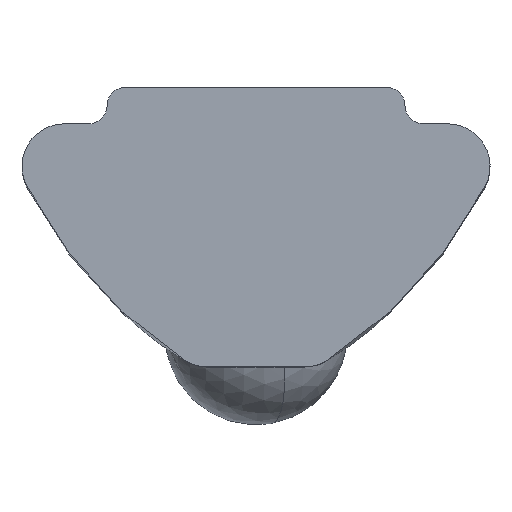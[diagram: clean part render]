
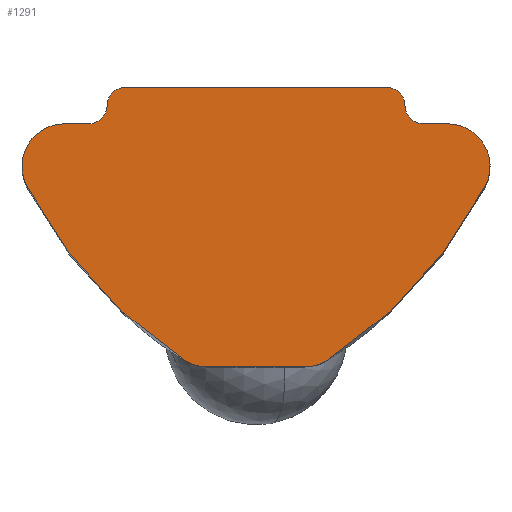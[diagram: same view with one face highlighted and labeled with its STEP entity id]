
A CAD part, top view. The second image highlights one B-rep face of the part: STEP entity #1291.
In plain terms, the highlighted planar face has unit normal (0, 0, 1).
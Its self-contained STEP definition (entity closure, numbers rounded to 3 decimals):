
#5 = CIRCLE ( 'NONE', #79, 0.3 ) ;
#24 = EDGE_CURVE ( 'NONE', #378, #1290, #414, .T. ) ;
#32 = DIRECTION ( 'NONE',  ( -1., 0., 0. ) ) ;
#52 = EDGE_CURVE ( 'NONE', #1142, #565, #604, .T. ) ;
#68 = CARTESIAN_POINT ( 'NONE',  ( 3.15, 0., 12. ) ) ;
#79 = AXIS2_PLACEMENT_3D ( 'NONE', #362, #1272, #493 ) ;
#97 = ORIENTED_EDGE ( 'NONE', *, *, #1485, .F. ) ;
#100 = CARTESIAN_POINT ( 'NONE',  ( 2.15, 0., 12. ) ) ;
#116 = DIRECTION ( 'NONE',  ( -1., 0., 0. ) ) ;
#132 = AXIS2_PLACEMENT_3D ( 'NONE', #896, #159, #1031 ) ;
#146 = CARTESIAN_POINT ( 'NONE',  ( -3.773, -1.62, 12. ) ) ;
#159 = DIRECTION ( 'NONE',  ( 0., 0., -1. ) ) ;
#204 = ORIENTED_EDGE ( 'NONE', *, *, #1562, .T. ) ;
#210 = DIRECTION ( 'NONE',  ( -1., 0., 0. ) ) ;
#212 = DIRECTION ( 'NONE',  ( 0., 0., -1. ) ) ;
#216 = EDGE_CURVE ( 'NONE', #1053, #1038, #465, .T. ) ;
#253 = EDGE_LOOP ( 'NONE', ( #1145, #780, #1512, #1050, #329, #718, #611, #853, #204, #97, #496, #1288, #1344, #920, #265 ) ) ;
#265 = ORIENTED_EDGE ( 'NONE', *, *, #1074, .F. ) ;
#290 = CIRCLE ( 'NONE', #1063, 7.5 ) ;
#304 = EDGE_CURVE ( 'NONE', #326, #1353, #549, .T. ) ;
#307 = AXIS2_PLACEMENT_3D ( 'NONE', #444, #1569, #791 ) ;
#325 = CARTESIAN_POINT ( 'NONE',  ( 2.899, 1.807, 12. ) ) ;
#326 = VERTEX_POINT ( 'NONE', #670 ) ;
#329 = ORIENTED_EDGE ( 'NONE', *, *, #216, .F. ) ;
#342 = EDGE_CURVE ( 'NONE', #540, #378, #290, .T. ) ;
#362 = CARTESIAN_POINT ( 'NONE',  ( 2.75, -0.3, 12. ) ) ;
#368 = VERTEX_POINT ( 'NONE', #750 ) ;
#378 = VERTEX_POINT ( 'NONE', #146 ) ;
#383 = VECTOR ( 'NONE', #116, 1000. ) ;
#398 = DIRECTION ( 'NONE',  ( 1., 0., 0. ) ) ;
#400 = AXIS2_PLACEMENT_3D ( 'NONE', #814, #1597, #522 ) ;
#407 = CARTESIAN_POINT ( 'NONE',  ( 3.15, -0.6, 12. ) ) ;
#414 = CIRCLE ( 'NONE', #1361, 0.7 ) ;
#417 = AXIS2_PLACEMENT_3D ( 'NONE', #949, #212, #1083 ) ;
#427 = CARTESIAN_POINT ( 'NONE',  ( -3.15, -0.6, 12. ) ) ;
#444 = CARTESIAN_POINT ( 'NONE',  ( 3.15, -1.3, 12. ) ) ;
#465 = CIRCLE ( 'NONE', #1182, 0.3 ) ;
#493 = DIRECTION ( 'NONE',  ( 1., 0., 0. ) ) ;
#496 = ORIENTED_EDGE ( 'NONE', *, *, #24, .F. ) ;
#510 = LINE ( 'NONE', #946, #1152 ) ;
#522 = DIRECTION ( 'NONE',  ( -1., 0., 0. ) ) ;
#540 = VERTEX_POINT ( 'NONE', #1603 ) ;
#549 = CIRCLE ( 'NONE', #1093, 0.3 ) ;
#565 = VERTEX_POINT ( 'NONE', #1540 ) ;
#604 = CIRCLE ( 'NONE', #1394, 7.5 ) ;
#611 = ORIENTED_EDGE ( 'NONE', *, *, #1623, .F. ) ;
#623 = DIRECTION ( 'NONE',  ( 1., 0., 0. ) ) ;
#629 = VECTOR ( 'NONE', #32, 1000. ) ;
#647 = CARTESIAN_POINT ( 'NONE',  ( 2.45, -0.6, 12. ) ) ;
#649 = CIRCLE ( 'NONE', #307, 0.7 ) ;
#670 = CARTESIAN_POINT ( 'NONE',  ( -2.45, -0.3, 12. ) ) ;
#675 = DIRECTION ( 'NONE',  ( 0., 0., -1. ) ) ;
#681 = VERTEX_POINT ( 'NONE', #1440 ) ;
#694 = DIRECTION ( 'NONE',  ( -1., 0., 0. ) ) ;
#704 = CARTESIAN_POINT ( 'NONE',  ( 2.15, -0.3, 12. ) ) ;
#718 = ORIENTED_EDGE ( 'NONE', *, *, #1128, .F. ) ;
#750 = CARTESIAN_POINT ( 'NONE',  ( 2.75, -0.6, 12. ) ) ;
#754 = DIRECTION ( 'NONE',  ( 0., 0., -1. ) ) ;
#769 = EDGE_CURVE ( 'NONE', #681, #540, #878, .T. ) ;
#780 = ORIENTED_EDGE ( 'NONE', *, *, #1120, .F. ) ;
#791 = DIRECTION ( 'NONE',  ( -1., 0., 0. ) ) ;
#814 = CARTESIAN_POINT ( 'NONE',  ( 0.799, -3.9, 12. ) ) ;
#833 = CIRCLE ( 'NONE', #400, 0.7 ) ;
#838 = DIRECTION ( 'NONE',  ( -1., 0., 0. ) ) ;
#846 = CARTESIAN_POINT ( 'NONE',  ( -2.45, -0.6, 12. ) ) ;
#853 = ORIENTED_EDGE ( 'NONE', *, *, #304, .T. ) ;
#860 = VERTEX_POINT ( 'NONE', #1001 ) ;
#878 = CIRCLE ( 'NONE', #921, 0.7 ) ;
#896 = CARTESIAN_POINT ( 'NONE',  ( -2.15, -0.3, 12. ) ) ;
#920 = ORIENTED_EDGE ( 'NONE', *, *, #1413, .F. ) ;
#921 = AXIS2_PLACEMENT_3D ( 'NONE', #1330, #1446, #1321 ) ;
#937 = CARTESIAN_POINT ( 'NONE',  ( 3.15, -1.3, 12. ) ) ;
#946 = CARTESIAN_POINT ( 'NONE',  ( 3.15, -4.6, 12. ) ) ;
#949 = CARTESIAN_POINT ( 'NONE',  ( -3.15, -1.3, 12. ) ) ;
#957 = LINE ( 'NONE', #647, #629 ) ;
#996 = VERTEX_POINT ( 'NONE', #407 ) ;
#1001 = CARTESIAN_POINT ( 'NONE',  ( 0.799, -4.6, 12. ) ) ;
#1031 = DIRECTION ( 'NONE',  ( -1., 0., 0. ) ) ;
#1038 = VERTEX_POINT ( 'NONE', #1442 ) ;
#1048 = CIRCLE ( 'NONE', #417, 0.7 ) ;
#1050 = ORIENTED_EDGE ( 'NONE', *, *, #1581, .T. ) ;
#1053 = VERTEX_POINT ( 'NONE', #100 ) ;
#1055 = CARTESIAN_POINT ( 'NONE',  ( -2.75, -0.3, 12. ) ) ;
#1056 = CIRCLE ( 'NONE', #132, 0.3 ) ;
#1061 = DIRECTION ( 'NONE',  ( -1., 0., 0. ) ) ;
#1063 = AXIS2_PLACEMENT_3D ( 'NONE', #325, #1143, #1061 ) ;
#1066 = DIRECTION ( 'NONE',  ( 0., 0., -1. ) ) ;
#1068 = CARTESIAN_POINT ( 'NONE',  ( 3.773, -1.62, 12. ) ) ;
#1069 = LINE ( 'NONE', #846, #383 ) ;
#1074 = EDGE_CURVE ( 'NONE', #565, #860, #833, .T. ) ;
#1083 = DIRECTION ( 'NONE',  ( -1., 0., 0. ) ) ;
#1093 = AXIS2_PLACEMENT_3D ( 'NONE', #1055, #754, #623 ) ;
#1120 = EDGE_CURVE ( 'NONE', #996, #1142, #649, .T. ) ;
#1122 = DIRECTION ( 'NONE',  ( 0., 0., -1. ) ) ;
#1128 = EDGE_CURVE ( 'NONE', #1352, #1053, #1322, .T. ) ;
#1142 = VERTEX_POINT ( 'NONE', #1068 ) ;
#1143 = DIRECTION ( 'NONE',  ( 0., 0., -1. ) ) ;
#1145 = ORIENTED_EDGE ( 'NONE', *, *, #52, .F. ) ;
#1152 = VECTOR ( 'NONE', #1600, 1000. ) ;
#1182 = AXIS2_PLACEMENT_3D ( 'NONE', #704, #675, #694 ) ;
#1194 = EDGE_CURVE ( 'NONE', #996, #368, #957, .T. ) ;
#1205 = CARTESIAN_POINT ( 'NONE',  ( -3.15, -1.3, 12. ) ) ;
#1229 = CARTESIAN_POINT ( 'NONE',  ( -2.75, -0.6, 12. ) ) ;
#1237 = CARTESIAN_POINT ( 'NONE',  ( -2.15, 0., 12. ) ) ;
#1272 = DIRECTION ( 'NONE',  ( 0., 0., -1. ) ) ;
#1282 = VERTEX_POINT ( 'NONE', #427 ) ;
#1287 = VECTOR ( 'NONE', #398, 1000. ) ;
#1288 = ORIENTED_EDGE ( 'NONE', *, *, #342, .F. ) ;
#1290 = VERTEX_POINT ( 'NONE', #1332 ) ;
#1291 = ADVANCED_FACE ( 'NONE', ( #1398 ), #1338, .F. ) ;
#1321 = DIRECTION ( 'NONE',  ( -1., 0., 0. ) ) ;
#1322 = LINE ( 'NONE', #68, #1287 ) ;
#1330 = CARTESIAN_POINT ( 'NONE',  ( -0.799, -3.9, 12. ) ) ;
#1332 = CARTESIAN_POINT ( 'NONE',  ( -3.85, -1.3, 12. ) ) ;
#1338 = PLANE ( 'NONE',  #1627 ) ;
#1344 = ORIENTED_EDGE ( 'NONE', *, *, #769, .F. ) ;
#1352 = VERTEX_POINT ( 'NONE', #1237 ) ;
#1353 = VERTEX_POINT ( 'NONE', #1229 ) ;
#1361 = AXIS2_PLACEMENT_3D ( 'NONE', #1205, #1122, #210 ) ;
#1394 = AXIS2_PLACEMENT_3D ( 'NONE', #1596, #1579, #1532 ) ;
#1398 = FACE_OUTER_BOUND ( 'NONE', #253, .T. ) ;
#1413 = EDGE_CURVE ( 'NONE', #860, #681, #510, .T. ) ;
#1440 = CARTESIAN_POINT ( 'NONE',  ( -0.799, -4.6, 12. ) ) ;
#1442 = CARTESIAN_POINT ( 'NONE',  ( 2.45, -0.3, 12. ) ) ;
#1446 = DIRECTION ( 'NONE',  ( 0., 0., -1. ) ) ;
#1485 = EDGE_CURVE ( 'NONE', #1290, #1282, #1048, .T. ) ;
#1512 = ORIENTED_EDGE ( 'NONE', *, *, #1194, .T. ) ;
#1532 = DIRECTION ( 'NONE',  ( -1., 0., 0. ) ) ;
#1540 = CARTESIAN_POINT ( 'NONE',  ( 1.179, -4.487, 12. ) ) ;
#1562 = EDGE_CURVE ( 'NONE', #1353, #1282, #1069, .T. ) ;
#1569 = DIRECTION ( 'NONE',  ( 0., 0., -1. ) ) ;
#1579 = DIRECTION ( 'NONE',  ( 0., 0., -1. ) ) ;
#1581 = EDGE_CURVE ( 'NONE', #368, #1038, #5, .T. ) ;
#1596 = CARTESIAN_POINT ( 'NONE',  ( -2.899, 1.807, 12. ) ) ;
#1597 = DIRECTION ( 'NONE',  ( 0., 0., -1. ) ) ;
#1600 = DIRECTION ( 'NONE',  ( -1., 0., 0. ) ) ;
#1603 = CARTESIAN_POINT ( 'NONE',  ( -1.179, -4.487, 12. ) ) ;
#1623 = EDGE_CURVE ( 'NONE', #326, #1352, #1056, .T. ) ;
#1627 = AXIS2_PLACEMENT_3D ( 'NONE', #937, #1066, #838 ) ;
